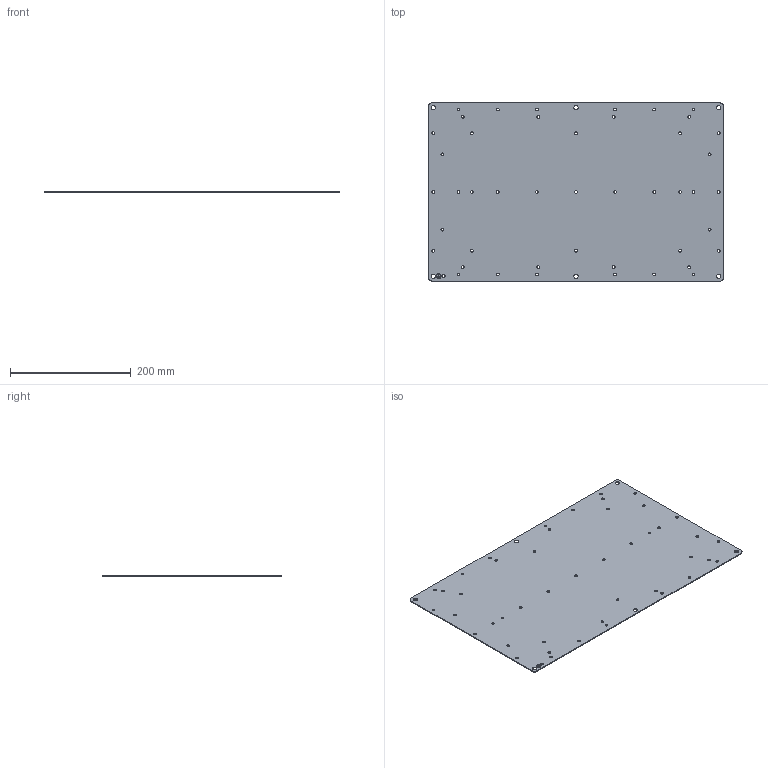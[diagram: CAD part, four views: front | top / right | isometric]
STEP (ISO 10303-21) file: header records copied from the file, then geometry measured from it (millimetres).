
FILE_DESCRIPTION(('CATIA V5 STEP Exchange','CAx-IF Rec.Pracs.--- Model Styling and Organization---1.4--- 2014-01-23'),'2;1');
FILE_NAME ('1200516-4_1_2716090000_2716090000.stp','2020-12-09T09:51:19+00:00',('none'),('Weidmueller'),'CATIA Version 5-6 Release 2016 SP3 HF44','CATIA V5 STEP AP214','none');
FILE_SCHEMA(('AUTOMOTIVE_DESIGN { 1 0 10303 214 1 1 1 1 }'));
Length unit declared in the file: millimetre
Products named in the file (1): 2716090000
Bounding box: 489 x 295 x 1.5 mm (x, y, z)
Volume: 214869.6 mm3; surface area: 290027.5 mm2
Topology: 1 solids, 1 shells, 177 faces, 510 edges, 340 vertices
Faces by surface type: cylinder 150, plane 27
Entity records: 5858 total; most frequent: CARTESIAN_POINT 1392, ORIENTED_EDGE 1020, DIRECTION 654, EDGE_CURVE 510, VERTEX_POINT 340, AXIS2_PLACEMENT_3D 332, EDGE_LOOP 286, CIRCLE 218
